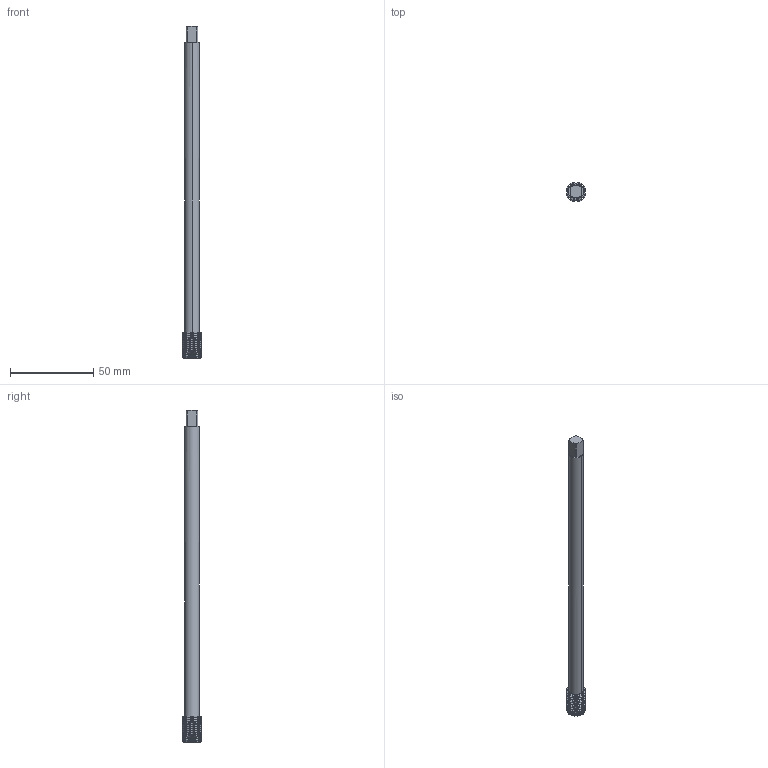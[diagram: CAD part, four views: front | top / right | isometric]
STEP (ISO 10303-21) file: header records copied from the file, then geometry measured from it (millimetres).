
FILE_DESCRIPTION(('no description'),'unknown implementation level');
FILE_NAME('solidpqRszODOSyJAQgbI_7Qy3b7AOl8_1.STP',' ',('CIM GmbH Aachen'),('CADClick - KiM GmbH - www.kimweb.de'),'unknown preprocess','ACIS','unknown authorization');
FILE_SCHEMA(('automotive_design'));
Length unit declared in the file: millimetre
Products named in the file (2): 1; 2
Bounding box: 11.92 x 11.92 x 200 mm (x, y, z)
Volume: 13024.9 mm3; surface area: 7249.2 mm2
Topology: 2 solids, 2 shells, 673 faces, 1999 edges, 1330 vertices
Faces by surface type: cone 242, plane 209, cylinder 206, torus 16
Entity records: 47568 total; most frequent: CARTESIAN_POINT 7887, STYLED_ITEM 4004, PRESENTATION_STYLE_ASSIGNMENT 4004, COLOUR_RGB 4004, ORIENTED_EDGE 3998, DIRECTION 3383, EDGE_CURVE 1999, CURVE_STYLE 1999
